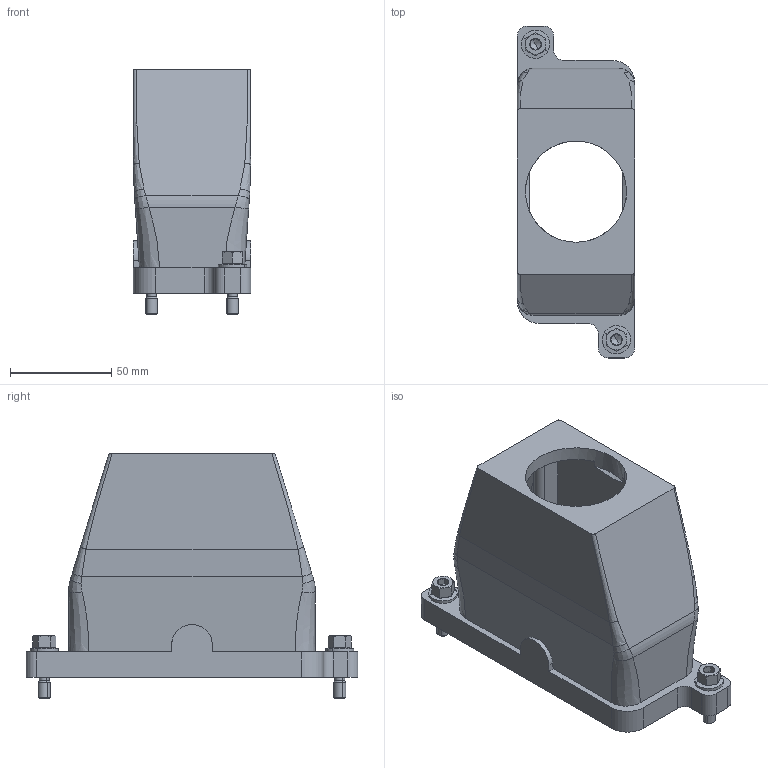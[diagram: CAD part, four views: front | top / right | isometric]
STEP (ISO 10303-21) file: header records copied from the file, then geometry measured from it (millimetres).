
FILE_DESCRIPTION(('CATIA V5 STEP Exchange','CAx-IF Rec.Pracs.--- Model Styling and Organization---1.5--- 2016-08-15','CAx-IF Rec.Pracs.---Supplemental Geometry---1.0---2011-11-01','CAx-IF Rec.Pracs.--- Composite Materials ---1.1---2010-07-15'),'2;1');
FILE_NAME ('005927-3_1', '2025-09-03T07:54:29+00:00', ('none'), ('Weidmueller'), 'CATIA Version 5-6 Release 2024 SP4', 'CATIA V5 STEP AP214 v3', 'none');
FILE_SCHEMA(('AUTOMOTIVE_DESIGN { 1 0 10303 214 1 1 1 1 }'));
Length unit declared in the file: millimetre
Products named in the file (1): 1082730000_S
Bounding box: 58 x 164 x 121 mm (x, y, z)
Volume: 207245 mm3; surface area: 89428.5 mm2
Topology: 3 solids, 3 shells, 369 faces, 862 edges, 506 vertices
Faces by surface type: cone 118, plane 105, cylinder 94, bspline 20, torus 16, sphere 16
Entity records: 12388 total; most frequent: CARTESIAN_POINT 5131, ORIENTED_EDGE 1700, DIRECTION 1070, EDGE_CURVE 850, VERTEX_POINT 506, AXIS2_PLACEMENT_3D 477, EDGE_LOOP 394, VECTOR 376
